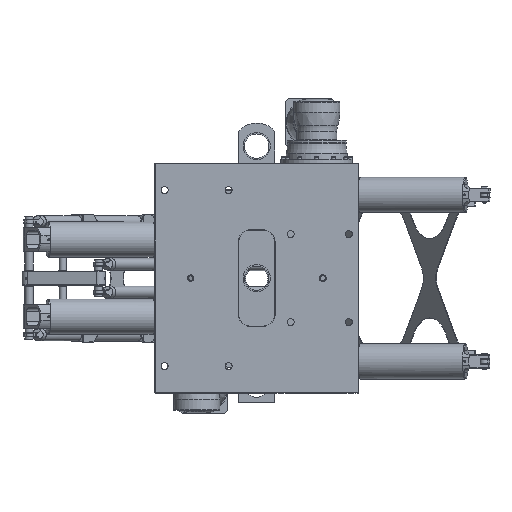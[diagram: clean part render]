
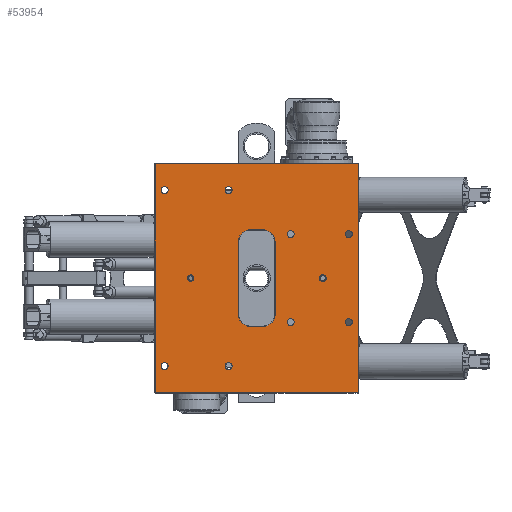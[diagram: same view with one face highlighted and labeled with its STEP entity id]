
A CAD part, top view. The second image highlights one B-rep face of the part: STEP entity #53954.
In plain terms, the highlighted planar face has unit normal (0, 0, 1).
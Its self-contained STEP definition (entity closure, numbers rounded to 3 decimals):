
#1215=FACE_BOUND('',#12095,.T.);
#1216=FACE_BOUND('',#12096,.T.);
#1217=FACE_BOUND('',#12097,.T.);
#1218=FACE_BOUND('',#12098,.T.);
#1219=FACE_BOUND('',#12099,.T.);
#1220=FACE_BOUND('',#12100,.T.);
#1221=FACE_BOUND('',#12101,.T.);
#1222=FACE_BOUND('',#12102,.T.);
#1223=FACE_BOUND('',#12103,.T.);
#1224=FACE_BOUND('',#12104,.T.);
#1225=FACE_BOUND('',#12105,.T.);
#5571=CIRCLE('',#57907,8.);
#5572=CIRCLE('',#57911,8.);
#5575=CIRCLE('',#57917,8.);
#5576=CIRCLE('',#57918,8.75);
#5577=CIRCLE('',#57919,8.75);
#5578=CIRCLE('',#57920,8.75);
#5579=CIRCLE('',#57921,8.75);
#5580=CIRCLE('',#57922,8.75);
#5581=CIRCLE('',#57923,8.75);
#5582=CIRCLE('',#57924,8.75);
#5583=CIRCLE('',#57925,8.75);
#5584=CIRCLE('',#57926,31.);
#5585=CIRCLE('',#57927,31.);
#5586=CIRCLE('',#57928,31.);
#5587=CIRCLE('',#57929,31.);
#8659=FACE_OUTER_BOUND('',#12094,.T.);
#12094=EDGE_LOOP('',(#39606,#39607,#39608,#39609));
#12095=EDGE_LOOP('',(#39610));
#12096=EDGE_LOOP('',(#39611));
#12097=EDGE_LOOP('',(#39612));
#12098=EDGE_LOOP('',(#39613));
#12099=EDGE_LOOP('',(#39614));
#12100=EDGE_LOOP('',(#39615));
#12101=EDGE_LOOP('',(#39616));
#12102=EDGE_LOOP('',(#39617));
#12103=EDGE_LOOP('',(#39618));
#12104=EDGE_LOOP('',(#39619,#39620,#39621,#39622,#39623,#39624,#39625,#39626));
#12105=EDGE_LOOP('',(#39627,#39628,#39629,#39630));
#16796=LINE('',#84994,#21101);
#16798=LINE('',#84999,#21103);
#16804=LINE('',#85017,#21109);
#16805=LINE('',#85019,#21110);
#16806=LINE('',#85021,#21111);
#16807=LINE('',#85022,#21112);
#16808=LINE('',#85043,#21113);
#16809=LINE('',#85047,#21114);
#16810=LINE('',#85051,#21115);
#16811=LINE('',#85055,#21116);
#21101=VECTOR('',#65229,10.);
#21103=VECTOR('',#65233,10.);
#21109=VECTOR('',#65253,10.);
#21110=VECTOR('',#65254,10.);
#21111=VECTOR('',#65255,10.);
#21112=VECTOR('',#65256,10.);
#21113=VECTOR('',#65275,10.);
#21114=VECTOR('',#65278,10.);
#21115=VECTOR('',#65281,10.);
#21116=VECTOR('',#65284,10.);
#25354=VERTEX_POINT('',#84981);
#25357=VERTEX_POINT('',#84986);
#25358=VERTEX_POINT('',#84990);
#25361=VERTEX_POINT('',#84997);
#25365=VERTEX_POINT('',#85015);
#25366=VERTEX_POINT('',#85016);
#25367=VERTEX_POINT('',#85018);
#25368=VERTEX_POINT('',#85020);
#25369=VERTEX_POINT('',#85023);
#25370=VERTEX_POINT('',#85025);
#25371=VERTEX_POINT('',#85027);
#25372=VERTEX_POINT('',#85029);
#25373=VERTEX_POINT('',#85031);
#25374=VERTEX_POINT('',#85033);
#25375=VERTEX_POINT('',#85035);
#25376=VERTEX_POINT('',#85037);
#25377=VERTEX_POINT('',#85039);
#25378=VERTEX_POINT('',#85041);
#25379=VERTEX_POINT('',#85042);
#25380=VERTEX_POINT('',#85044);
#25381=VERTEX_POINT('',#85046);
#25382=VERTEX_POINT('',#85048);
#25383=VERTEX_POINT('',#85050);
#25384=VERTEX_POINT('',#85052);
#25385=VERTEX_POINT('',#85054);
#30747=EDGE_CURVE('',#25357,#25354,#5571,.T.);
#30750=EDGE_CURVE('',#25354,#25358,#16796,.T.);
#30752=EDGE_CURVE('',#25361,#25357,#16798,.T.);
#30754=EDGE_CURVE('',#25358,#25361,#5572,.T.);
#30761=EDGE_CURVE('',#25365,#25366,#16804,.T.);
#30762=EDGE_CURVE('',#25367,#25365,#16805,.T.);
#30763=EDGE_CURVE('',#25368,#25367,#16806,.T.);
#30764=EDGE_CURVE('',#25366,#25368,#16807,.T.);
#30765=EDGE_CURVE('',#25369,#25369,#5575,.T.);
#30766=EDGE_CURVE('',#25370,#25370,#5576,.T.);
#30767=EDGE_CURVE('',#25371,#25371,#5577,.T.);
#30768=EDGE_CURVE('',#25372,#25372,#5578,.T.);
#30769=EDGE_CURVE('',#25373,#25373,#5579,.T.);
#30770=EDGE_CURVE('',#25374,#25374,#5580,.T.);
#30771=EDGE_CURVE('',#25375,#25375,#5581,.T.);
#30772=EDGE_CURVE('',#25376,#25376,#5582,.T.);
#30773=EDGE_CURVE('',#25377,#25377,#5583,.T.);
#30774=EDGE_CURVE('',#25378,#25379,#16808,.T.);
#30775=EDGE_CURVE('',#25380,#25378,#5584,.T.);
#30776=EDGE_CURVE('',#25381,#25380,#16809,.T.);
#30777=EDGE_CURVE('',#25382,#25381,#5585,.T.);
#30778=EDGE_CURVE('',#25383,#25382,#16810,.T.);
#30779=EDGE_CURVE('',#25384,#25383,#5586,.T.);
#30780=EDGE_CURVE('',#25385,#25384,#16811,.T.);
#30781=EDGE_CURVE('',#25379,#25385,#5587,.T.);
#39606=ORIENTED_EDGE('',*,*,#30761,.F.);
#39607=ORIENTED_EDGE('',*,*,#30762,.F.);
#39608=ORIENTED_EDGE('',*,*,#30763,.F.);
#39609=ORIENTED_EDGE('',*,*,#30764,.F.);
#39610=ORIENTED_EDGE('',*,*,#30765,.F.);
#39611=ORIENTED_EDGE('',*,*,#30766,.T.);
#39612=ORIENTED_EDGE('',*,*,#30767,.T.);
#39613=ORIENTED_EDGE('',*,*,#30768,.T.);
#39614=ORIENTED_EDGE('',*,*,#30769,.T.);
#39615=ORIENTED_EDGE('',*,*,#30770,.T.);
#39616=ORIENTED_EDGE('',*,*,#30771,.T.);
#39617=ORIENTED_EDGE('',*,*,#30772,.T.);
#39618=ORIENTED_EDGE('',*,*,#30773,.T.);
#39619=ORIENTED_EDGE('',*,*,#30774,.F.);
#39620=ORIENTED_EDGE('',*,*,#30775,.F.);
#39621=ORIENTED_EDGE('',*,*,#30776,.F.);
#39622=ORIENTED_EDGE('',*,*,#30777,.F.);
#39623=ORIENTED_EDGE('',*,*,#30778,.F.);
#39624=ORIENTED_EDGE('',*,*,#30779,.F.);
#39625=ORIENTED_EDGE('',*,*,#30780,.F.);
#39626=ORIENTED_EDGE('',*,*,#30781,.F.);
#39627=ORIENTED_EDGE('',*,*,#30747,.F.);
#39628=ORIENTED_EDGE('',*,*,#30752,.F.);
#39629=ORIENTED_EDGE('',*,*,#30754,.F.);
#39630=ORIENTED_EDGE('',*,*,#30750,.F.);
#51970=PLANE('',#57916);
#53954=ADVANCED_FACE('',(#8659,#1215,#1216,#1217,#1218,#1219,#1220,#1221,
#1222,#1223,#1224,#1225),#51970,.T.);
#57907=AXIS2_PLACEMENT_3D('',#84988,#65223,#65224);
#57911=AXIS2_PLACEMENT_3D('',#85002,#65237,#65238);
#57916=AXIS2_PLACEMENT_3D('',#85014,#65251,#65252);
#57917=AXIS2_PLACEMENT_3D('',#85024,#65257,#65258);
#57918=AXIS2_PLACEMENT_3D('',#85026,#65259,#65260);
#57919=AXIS2_PLACEMENT_3D('',#85028,#65261,#65262);
#57920=AXIS2_PLACEMENT_3D('',#85030,#65263,#65264);
#57921=AXIS2_PLACEMENT_3D('',#85032,#65265,#65266);
#57922=AXIS2_PLACEMENT_3D('',#85034,#65267,#65268);
#57923=AXIS2_PLACEMENT_3D('',#85036,#65269,#65270);
#57924=AXIS2_PLACEMENT_3D('',#85038,#65271,#65272);
#57925=AXIS2_PLACEMENT_3D('',#85040,#65273,#65274);
#57926=AXIS2_PLACEMENT_3D('',#85045,#65276,#65277);
#57927=AXIS2_PLACEMENT_3D('',#85049,#65279,#65280);
#57928=AXIS2_PLACEMENT_3D('',#85053,#65282,#65283);
#57929=AXIS2_PLACEMENT_3D('',#85056,#65285,#65286);
#65223=DIRECTION('center_axis',(0.,0.,1.));
#65224=DIRECTION('ref_axis',(1.,0.,0.));
#65229=DIRECTION('',(0.,1.,0.));
#65233=DIRECTION('',(0.,-1.,0.));
#65237=DIRECTION('center_axis',(0.,0.,1.));
#65238=DIRECTION('ref_axis',(-1.,0.,0.));
#65251=DIRECTION('center_axis',(0.,0.,1.));
#65252=DIRECTION('ref_axis',(1.,0.,0.));
#65253=DIRECTION('',(-1.,0.,0.));
#65254=DIRECTION('',(0.,-1.,0.));
#65255=DIRECTION('',(1.,0.,0.));
#65256=DIRECTION('',(0.,1.,0.));
#65257=DIRECTION('center_axis',(0.,0.,1.));
#65258=DIRECTION('ref_axis',(-1.,0.,0.));
#65259=DIRECTION('center_axis',(0.,0.,-1.));
#65260=DIRECTION('ref_axis',(1.,0.,0.));
#65261=DIRECTION('center_axis',(0.,0.,-1.));
#65262=DIRECTION('ref_axis',(1.,0.,0.));
#65263=DIRECTION('center_axis',(0.,0.,-1.));
#65264=DIRECTION('ref_axis',(1.,0.,0.));
#65265=DIRECTION('center_axis',(0.,0.,-1.));
#65266=DIRECTION('ref_axis',(1.,0.,0.));
#65267=DIRECTION('center_axis',(0.,0.,-1.));
#65268=DIRECTION('ref_axis',(1.,0.,0.));
#65269=DIRECTION('center_axis',(0.,0.,-1.));
#65270=DIRECTION('ref_axis',(1.,0.,0.));
#65271=DIRECTION('center_axis',(0.,0.,-1.));
#65272=DIRECTION('ref_axis',(1.,0.,0.));
#65273=DIRECTION('center_axis',(0.,0.,-1.));
#65274=DIRECTION('ref_axis',(1.,0.,0.));
#65275=DIRECTION('',(1.,0.,0.));
#65276=DIRECTION('center_axis',(0.,0.,1.));
#65277=DIRECTION('ref_axis',(-0.707,-0.707,0.));
#65278=DIRECTION('',(0.,-1.,0.));
#65279=DIRECTION('center_axis',(0.,0.,1.));
#65280=DIRECTION('ref_axis',(-0.707,0.707,0.));
#65281=DIRECTION('',(-1.,0.,0.));
#65282=DIRECTION('center_axis',(0.,0.,1.));
#65283=DIRECTION('ref_axis',(0.707,0.707,0.));
#65284=DIRECTION('',(0.,1.,0.));
#65285=DIRECTION('center_axis',(0.,0.,1.));
#65286=DIRECTION('ref_axis',(0.707,-0.707,0.));
#84981=CARTESIAN_POINT('',(8.,-166.,20.));
#84986=CARTESIAN_POINT('',(-8.,-166.,20.));
#84988=CARTESIAN_POINT('Origin',(0.,-166.,20.));
#84990=CARTESIAN_POINT('',(8.,-164.,20.));
#84994=CARTESIAN_POINT('',(8.,-158.,20.));
#84997=CARTESIAN_POINT('',(-8.,-164.,20.));
#84999=CARTESIAN_POINT('',(-8.,-157.,20.));
#85002=CARTESIAN_POINT('Origin',(0.,-164.,20.));
#85014=CARTESIAN_POINT('Origin',(277.25,-150.,20.));
#85015=CARTESIAN_POINT('',(286.,-254.,20.));
#85016=CARTESIAN_POINT('',(-286.,-254.,20.));
#85017=CARTESIAN_POINT('',(282.125,-254.,20.));
#85018=CARTESIAN_POINT('',(286.,254.,20.));
#85019=CARTESIAN_POINT('',(286.,-97.5,20.));
#85020=CARTESIAN_POINT('',(-286.,254.,20.));
#85021=CARTESIAN_POINT('',(88.625,254.,20.));
#85022=CARTESIAN_POINT('',(-286.,-202.5,20.));
#85023=CARTESIAN_POINT('',(8.,165.,20.));
#85024=CARTESIAN_POINT('Origin',(0.,165.,20.));
#85025=CARTESIAN_POINT('',(118.75,-85.,20.));
#85026=CARTESIAN_POINT('Origin',(110.,-85.,20.));
#85027=CARTESIAN_POINT('',(-101.25,-230.,20.));
#85028=CARTESIAN_POINT('Origin',(-110.,-230.,20.));
#85029=CARTESIAN_POINT('',(-101.25,-85.,20.));
#85030=CARTESIAN_POINT('Origin',(-110.,-85.,20.));
#85031=CARTESIAN_POINT('',(228.75,230.,20.));
#85032=CARTESIAN_POINT('Origin',(220.,230.,20.));
#85033=CARTESIAN_POINT('',(228.75,70.,20.));
#85034=CARTESIAN_POINT('Origin',(220.,70.,20.));
#85035=CARTESIAN_POINT('',(-211.25,70.,20.));
#85036=CARTESIAN_POINT('Origin',(-220.,70.,20.));
#85037=CARTESIAN_POINT('',(-211.25,230.,20.));
#85038=CARTESIAN_POINT('Origin',(-220.,230.,20.));
#85039=CARTESIAN_POINT('',(118.75,-230.,20.));
#85040=CARTESIAN_POINT('Origin',(110.,-230.,20.));
#85041=CARTESIAN_POINT('',(-90.,-46.,20.));
#85042=CARTESIAN_POINT('',(90.,-46.,20.));
#85043=CARTESIAN_POINT('',(138.625,-46.,20.));
#85044=CARTESIAN_POINT('',(-121.,-15.,20.));
#85045=CARTESIAN_POINT('Origin',(-90.,-15.,20.));
#85046=CARTESIAN_POINT('',(-121.,15.,20.));
#85047=CARTESIAN_POINT('',(-121.,-52.5,20.));
#85048=CARTESIAN_POINT('',(-90.,46.,20.));
#85049=CARTESIAN_POINT('Origin',(-90.,15.,20.));
#85050=CARTESIAN_POINT('',(90.,46.,20.));
#85051=CARTESIAN_POINT('',(198.625,46.,20.));
#85052=CARTESIAN_POINT('',(121.,15.,20.));
#85053=CARTESIAN_POINT('Origin',(90.,15.,20.));
#85054=CARTESIAN_POINT('',(121.,-15.,20.));
#85055=CARTESIAN_POINT('',(121.,-97.5,20.));
#85056=CARTESIAN_POINT('Origin',(90.,-15.,20.));
